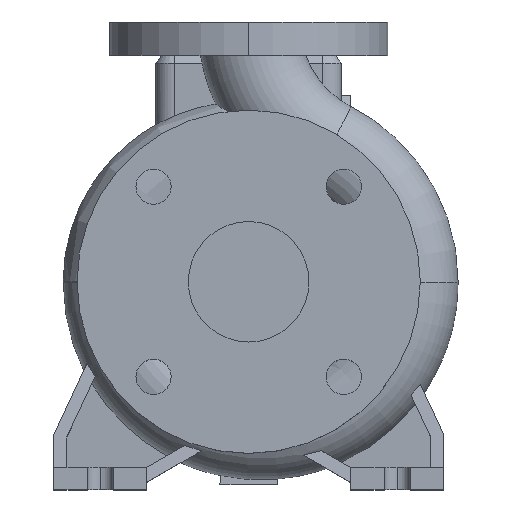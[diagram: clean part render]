
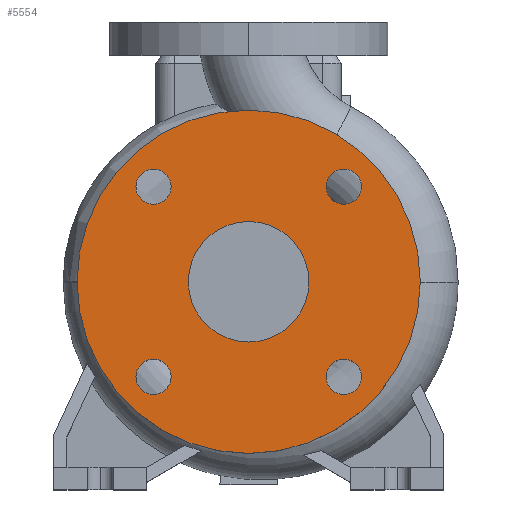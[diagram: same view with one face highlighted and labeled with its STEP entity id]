
A CAD part, top view. The second image highlights one B-rep face of the part: STEP entity #5554.
In plain terms, the highlighted planar face has unit normal (0, 0, 1).
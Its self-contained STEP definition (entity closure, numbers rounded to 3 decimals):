
#117 = DIRECTION ( 'NONE',  ( 1., 0., 0. ) ) ;
#120 = CARTESIAN_POINT ( 'NONE',  ( 51.265, -51.265, 80. ) ) ;
#250 = AXIS2_PLACEMENT_3D ( 'NONE', #14036, #5334, #117 ) ;
#604 = VERTEX_POINT ( 'NONE', #5952 ) ;
#608 = AXIS2_PLACEMENT_3D ( 'NONE', #120, #1337, #13249 ) ;
#660 = EDGE_CURVE ( 'NONE', #604, #10058, #7556, .T. ) ;
#668 = DIRECTION ( 'NONE',  ( 1., 0., 0. ) ) ;
#888 = EDGE_CURVE ( 'NONE', #4802, #11080, #6416, .T. ) ;
#897 = EDGE_LOOP ( 'NONE', ( #6893, #10051 ) ) ;
#998 = DIRECTION ( 'NONE',  ( 0., 0., -1. ) ) ;
#1004 = CARTESIAN_POINT ( 'NONE',  ( -41.765, -51.265, 80. ) ) ;
#1059 = CIRCLE ( 'NONE', #6747, 92.5 ) ;
#1066 = DIRECTION ( 'NONE',  ( -1., 0., 0. ) ) ;
#1146 = CARTESIAN_POINT ( 'NONE',  ( -92.5, 0., 80. ) ) ;
#1191 = CIRCLE ( 'NONE', #7586, 9.5 ) ;
#1273 = CARTESIAN_POINT ( 'NONE',  ( -32.5, 0., 80. ) ) ;
#1327 = EDGE_CURVE ( 'NONE', #4993, #1443, #11668, .T. ) ;
#1337 = DIRECTION ( 'NONE',  ( 0., 0., 1. ) ) ;
#1443 = VERTEX_POINT ( 'NONE', #9663 ) ;
#1463 = CARTESIAN_POINT ( 'NONE',  ( 0., 0., 80. ) ) ;
#1532 = DIRECTION ( 'NONE',  ( 0., 0., 1. ) ) ;
#1705 = DIRECTION ( 'NONE',  ( 0., 0., 1. ) ) ;
#1769 = VERTEX_POINT ( 'NONE', #1004 ) ;
#1919 = AXIS2_PLACEMENT_3D ( 'NONE', #8690, #10614, #4114 ) ;
#2006 = FACE_BOUND ( 'NONE', #9855, .T. ) ;
#2099 = ORIENTED_EDGE ( 'NONE', *, *, #2193, .F. ) ;
#2193 = EDGE_CURVE ( 'NONE', #1769, #6914, #1191, .T. ) ;
#2488 = DIRECTION ( 'NONE',  ( 1., 0., 0. ) ) ;
#2773 = DIRECTION ( 'NONE',  ( 1., 0., 0. ) ) ;
#2810 = CARTESIAN_POINT ( 'NONE',  ( 60.765, 51.265, 80. ) ) ;
#2852 = DIRECTION ( 'NONE',  ( 1., 0., 0. ) ) ;
#2864 = CARTESIAN_POINT ( 'NONE',  ( 60.765, -51.265, 80. ) ) ;
#3070 = FACE_BOUND ( 'NONE', #11407, .T. ) ;
#3098 = ORIENTED_EDGE ( 'NONE', *, *, #10074, .T. ) ;
#3118 = AXIS2_PLACEMENT_3D ( 'NONE', #8276, #10673, #2852 ) ;
#3143 = FACE_BOUND ( 'NONE', #9134, .T. ) ;
#3144 = ORIENTED_EDGE ( 'NONE', *, *, #10917, .T. ) ;
#3274 = FACE_OUTER_BOUND ( 'NONE', #13343, .T. ) ;
#3909 = DIRECTION ( 'NONE',  ( 0., 0., 1. ) ) ;
#3934 = CIRCLE ( 'NONE', #13732, 32.5 ) ;
#3979 = CARTESIAN_POINT ( 'NONE',  ( 92.5, 0., 80. ) ) ;
#4093 = VERTEX_POINT ( 'NONE', #1146 ) ;
#4114 = DIRECTION ( 'NONE',  ( 1., 0., 0. ) ) ;
#4345 = DIRECTION ( 'NONE',  ( 0., 0., 1. ) ) ;
#4387 = DIRECTION ( 'NONE',  ( 1., 0., 0. ) ) ;
#4483 = EDGE_CURVE ( 'NONE', #7079, #4512, #3934, .T. ) ;
#4512 = VERTEX_POINT ( 'NONE', #1273 ) ;
#4746 = VERTEX_POINT ( 'NONE', #3979 ) ;
#4802 = VERTEX_POINT ( 'NONE', #11687 ) ;
#4922 = DIRECTION ( 'NONE',  ( 0., 0., 1. ) ) ;
#4948 = CIRCLE ( 'NONE', #608, 9.5 ) ;
#4951 = CIRCLE ( 'NONE', #13378, 9.5 ) ;
#4988 = CARTESIAN_POINT ( 'NONE',  ( 51.265, 51.265, 80. ) ) ;
#4993 = VERTEX_POINT ( 'NONE', #6746 ) ;
#5212 = FACE_BOUND ( 'NONE', #8914, .T. ) ;
#5230 = CARTESIAN_POINT ( 'NONE',  ( -60.765, -51.265, 80. ) ) ;
#5244 = DIRECTION ( 'NONE',  ( 1., 0., 0. ) ) ;
#5334 = DIRECTION ( 'NONE',  ( 0., 0., 1. ) ) ;
#5554 = ADVANCED_FACE ( 'NONE', ( #9638, #2006, #5212, #3070, #3143, #3274 ), #10773, .F. ) ;
#5629 = CIRCLE ( 'NONE', #6091, 92.5 ) ;
#5865 = CIRCLE ( 'NONE', #3118, 9.5 ) ;
#5952 = CARTESIAN_POINT ( 'NONE',  ( 41.765, 51.265, 80. ) ) ;
#6090 = EDGE_CURVE ( 'NONE', #6914, #1769, #10808, .T. ) ;
#6091 = AXIS2_PLACEMENT_3D ( 'NONE', #11826, #1705, #7464 ) ;
#6121 = ORIENTED_EDGE ( 'NONE', *, *, #660, .F. ) ;
#6416 = CIRCLE ( 'NONE', #250, 9.5 ) ;
#6423 = CARTESIAN_POINT ( 'NONE',  ( 0., 92.5, 80. ) ) ;
#6574 = EDGE_CURVE ( 'NONE', #4512, #7079, #13555, .T. ) ;
#6647 = CARTESIAN_POINT ( 'NONE',  ( 32.5, 0., 80. ) ) ;
#6727 = DIRECTION ( 'NONE',  ( 1., 0., 0. ) ) ;
#6746 = CARTESIAN_POINT ( 'NONE',  ( -60.765, 51.265, 80. ) ) ;
#6747 = AXIS2_PLACEMENT_3D ( 'NONE', #1463, #1532, #668 ) ;
#6893 = ORIENTED_EDGE ( 'NONE', *, *, #12894, .F. ) ;
#6914 = VERTEX_POINT ( 'NONE', #5230 ) ;
#7079 = VERTEX_POINT ( 'NONE', #6647 ) ;
#7462 = CARTESIAN_POINT ( 'NONE',  ( -51.265, 51.265, 80. ) ) ;
#7464 = DIRECTION ( 'NONE',  ( 1., 0., 0. ) ) ;
#7556 = CIRCLE ( 'NONE', #10737, 9.5 ) ;
#7586 = AXIS2_PLACEMENT_3D ( 'NONE', #8279, #4922, #9278 ) ;
#7610 = AXIS2_PLACEMENT_3D ( 'NONE', #6423, #998, #1066 ) ;
#8276 = CARTESIAN_POINT ( 'NONE',  ( 51.265, 51.265, 80. ) ) ;
#8279 = CARTESIAN_POINT ( 'NONE',  ( -51.265, -51.265, 80. ) ) ;
#8609 = DIRECTION ( 'NONE',  ( 0., 0., 1. ) ) ;
#8690 = CARTESIAN_POINT ( 'NONE',  ( -51.265, -51.265, 80. ) ) ;
#8845 = CARTESIAN_POINT ( 'NONE',  ( 0., 0., 80. ) ) ;
#8914 = EDGE_LOOP ( 'NONE', ( #13619, #10011 ) ) ;
#9134 = EDGE_LOOP ( 'NONE', ( #13917, #10588 ) ) ;
#9278 = DIRECTION ( 'NONE',  ( 1., 0., 0. ) ) ;
#9312 = EDGE_CURVE ( 'NONE', #1443, #4993, #4951, .T. ) ;
#9319 = ORIENTED_EDGE ( 'NONE', *, *, #10926, .F. ) ;
#9397 = CARTESIAN_POINT ( 'NONE',  ( 0., 0., 80. ) ) ;
#9463 = AXIS2_PLACEMENT_3D ( 'NONE', #9397, #10810, #5244 ) ;
#9638 = FACE_BOUND ( 'NONE', #897, .T. ) ;
#9663 = CARTESIAN_POINT ( 'NONE',  ( -41.765, 51.265, 80. ) ) ;
#9836 = AXIS2_PLACEMENT_3D ( 'NONE', #7462, #8609, #4387 ) ;
#9855 = EDGE_LOOP ( 'NONE', ( #2099, #12775 ) ) ;
#10011 = ORIENTED_EDGE ( 'NONE', *, *, #1327, .F. ) ;
#10051 = ORIENTED_EDGE ( 'NONE', *, *, #888, .F. ) ;
#10058 = VERTEX_POINT ( 'NONE', #2810 ) ;
#10074 = EDGE_CURVE ( 'NONE', #4746, #4093, #1059, .T. ) ;
#10588 = ORIENTED_EDGE ( 'NONE', *, *, #6574, .F. ) ;
#10614 = DIRECTION ( 'NONE',  ( 0., 0., 1. ) ) ;
#10673 = DIRECTION ( 'NONE',  ( 0., 0., 1. ) ) ;
#10737 = AXIS2_PLACEMENT_3D ( 'NONE', #4988, #3909, #2773 ) ;
#10773 = PLANE ( 'NONE',  #7610 ) ;
#10808 = CIRCLE ( 'NONE', #1919, 9.5 ) ;
#10810 = DIRECTION ( 'NONE',  ( 0., 0., 1. ) ) ;
#10917 = EDGE_CURVE ( 'NONE', #4093, #4746, #5629, .T. ) ;
#10926 = EDGE_CURVE ( 'NONE', #10058, #604, #5865, .T. ) ;
#10948 = DIRECTION ( 'NONE',  ( 0., 0., 1. ) ) ;
#11080 = VERTEX_POINT ( 'NONE', #2864 ) ;
#11407 = EDGE_LOOP ( 'NONE', ( #9319, #6121 ) ) ;
#11668 = CIRCLE ( 'NONE', #9836, 9.5 ) ;
#11687 = CARTESIAN_POINT ( 'NONE',  ( 41.765, -51.265, 80. ) ) ;
#11826 = CARTESIAN_POINT ( 'NONE',  ( 0., 0., 80. ) ) ;
#11959 = CARTESIAN_POINT ( 'NONE',  ( -51.265, 51.265, 80. ) ) ;
#12775 = ORIENTED_EDGE ( 'NONE', *, *, #6090, .F. ) ;
#12894 = EDGE_CURVE ( 'NONE', #11080, #4802, #4948, .T. ) ;
#13249 = DIRECTION ( 'NONE',  ( 1., 0., 0. ) ) ;
#13343 = EDGE_LOOP ( 'NONE', ( #3098, #3144 ) ) ;
#13378 = AXIS2_PLACEMENT_3D ( 'NONE', #11959, #10948, #6727 ) ;
#13555 = CIRCLE ( 'NONE', #9463, 32.5 ) ;
#13619 = ORIENTED_EDGE ( 'NONE', *, *, #9312, .F. ) ;
#13732 = AXIS2_PLACEMENT_3D ( 'NONE', #8845, #4345, #2488 ) ;
#13917 = ORIENTED_EDGE ( 'NONE', *, *, #4483, .F. ) ;
#14036 = CARTESIAN_POINT ( 'NONE',  ( 51.265, -51.265, 80. ) ) ;
